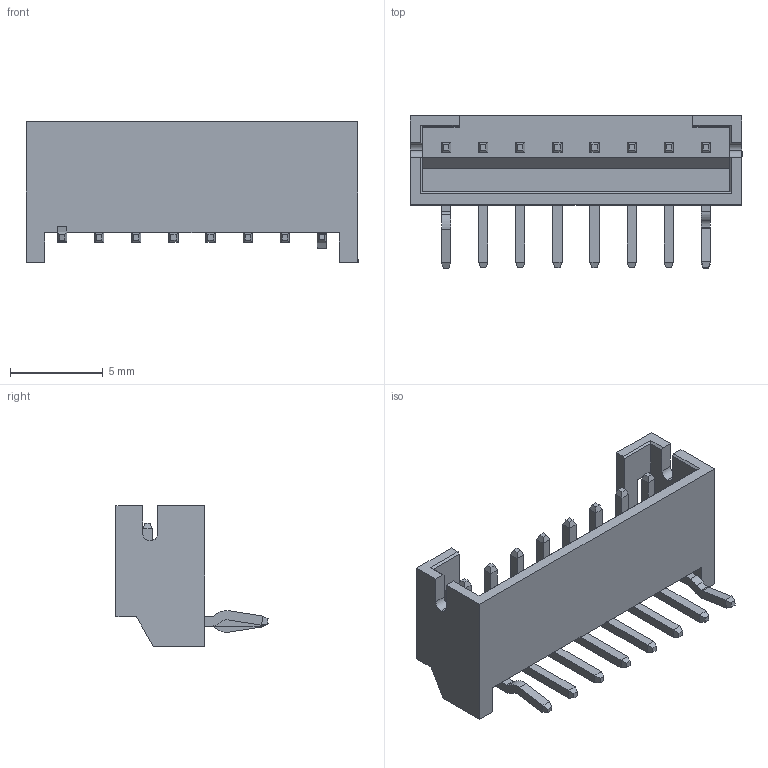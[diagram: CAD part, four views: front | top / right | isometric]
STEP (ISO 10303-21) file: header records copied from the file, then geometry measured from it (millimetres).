
FILE_DESCRIPTION (( 'STEP AP214' ), '1' );
FILE_NAME ('S6B-PH-K-S(LF)(SN).STEP', '2023-03-31T20:10:59', ( '' ), ( '' ), 'SwSTEP 2.0', 'SolidWorks 2021', '' );
FILE_SCHEMA (( 'AUTOMOTIVE_DESIGN' ));
Length unit declared in the file: millimetre
Products named in the file (1): S6B-PH-K-S(LF)(SN)
Bounding box: 17.9 x 8.2 x 7.6 mm (x, y, z)
Volume: 244 mm3; surface area: 763.4 mm2
Topology: 9 solids, 9 shells, 227 faces, 569 edges, 356 vertices
Faces by surface type: plane 205, cylinder 22
Entity records: 6733 total; most frequent: CARTESIAN_POINT 1153, ORIENTED_EDGE 1138, DIRECTION 1069, EDGE_CURVE 569, LINE 525, VECTOR 525, VERTEX_POINT 356, AXIS2_PLACEMENT_3D 272
